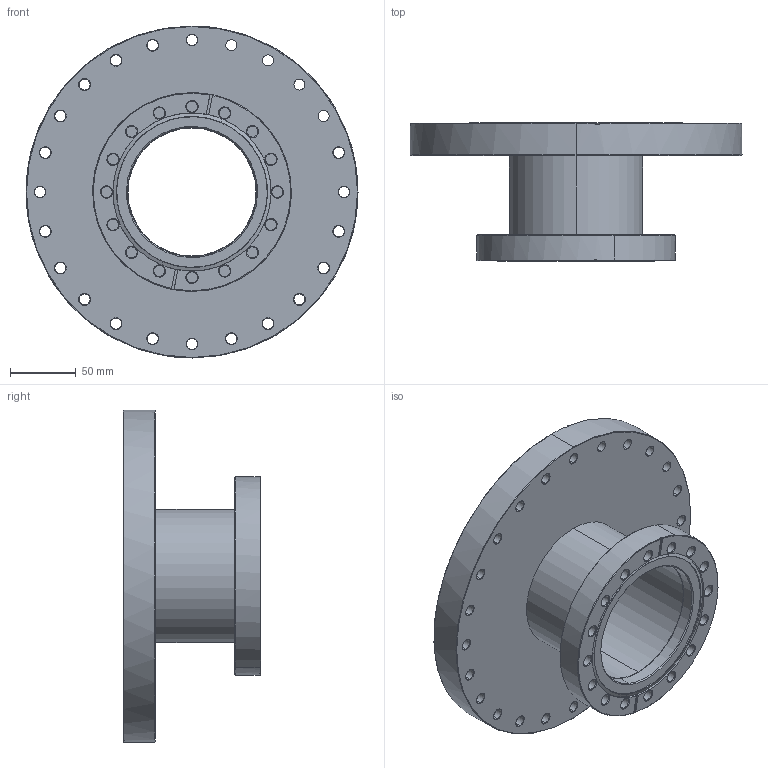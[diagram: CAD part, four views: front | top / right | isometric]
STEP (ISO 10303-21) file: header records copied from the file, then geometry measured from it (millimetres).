
FILE_DESCRIPTION (( 'STEP AP214' ), '1' );
FILE_NAME ('Hositrad_CFA200-100L.STEP', '2016-11-28T14:25:31', ( '' ), ( '' ), 'SwSTEP 2.0', 'SolidWorks 2016', '' );
FILE_SCHEMA (( 'AUTOMOTIVE_DESIGN' ));
Length unit declared in the file: millimetre
Products named in the file (4): Tube101.6-All_Tube 101,6 L= 89; NW100CF-weld_CF100-102; CFA200-102; Hositrad_CFA200-100L
Assembly tree (3 placements, depth 2):
  Hositrad_CFA200-100L
    CFA200-102
    NW100CF-weld_CF100-102
    Tube101.6-All_Tube 101,6 L= 89
Bounding box: 253.2 x 105 x 253.2 mm (x, y, z)
Volume: 1206855.4 mm3; surface area: 226312.9 mm2
Topology: 3 solids, 3 shells, 290 faces, 684 edges, 402 vertices
Faces by surface type: cone 166, cylinder 100, plane 24
Entity records: 9022 total; most frequent: DIRECTION 1650, CARTESIAN_POINT 1406, ORIENTED_EDGE 1368, EDGE_CURVE 684, AXIS2_PLACEMENT_3D 678, VERTEX_POINT 402, CIRCLE 382, EDGE_LOOP 378
